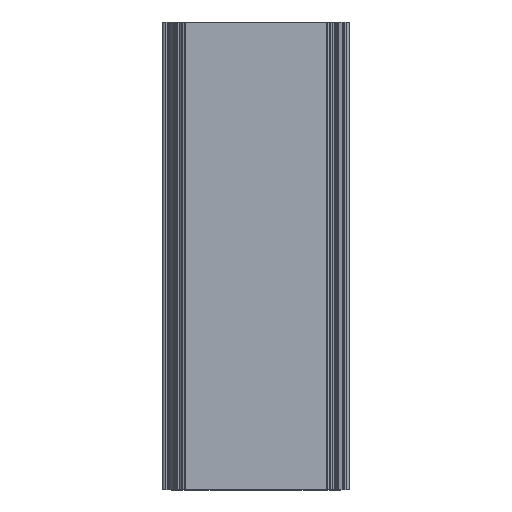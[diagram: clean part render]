
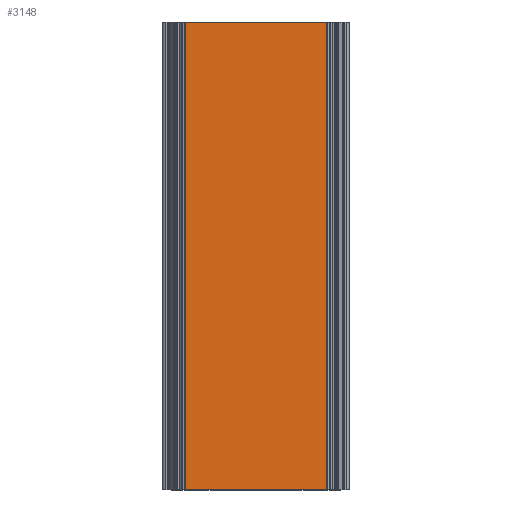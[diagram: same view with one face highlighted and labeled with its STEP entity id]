
A CAD part, top view. The second image highlights one B-rep face of the part: STEP entity #3148.
In plain terms, the highlighted planar face has unit normal (0, 0, 1).
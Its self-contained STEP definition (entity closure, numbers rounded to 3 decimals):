
#115 = DIRECTION ( 'NONE',  ( -1., 0., 0. ) ) ;
#186 = VERTEX_POINT ( 'NONE', #2637 ) ;
#492 = DIRECTION ( 'NONE',  ( 0., -1., 0. ) ) ;
#531 = DIRECTION ( 'NONE',  ( 1., 0., 0. ) ) ;
#555 = CARTESIAN_POINT ( 'NONE',  ( 33.623, 0., -37.7 ) ) ;
#895 = EDGE_CURVE ( 'NONE', #3223, #6602, #4970, .T. ) ;
#1177 = CARTESIAN_POINT ( 'NONE',  ( -33.623, 0., -37.7 ) ) ;
#1320 = EDGE_CURVE ( 'NONE', #6602, #186, #4531, .T. ) ;
#1485 = ORIENTED_EDGE ( 'NONE', *, *, #1320, .T. ) ;
#1615 = CARTESIAN_POINT ( 'NONE',  ( -33.623, 0., -37.7 ) ) ;
#1716 = CARTESIAN_POINT ( 'NONE',  ( 33.623, 0., -37.7 ) ) ;
#1787 = ORIENTED_EDGE ( 'NONE', *, *, #2589, .T. ) ;
#2061 = EDGE_CURVE ( 'NONE', #5338, #3223, #2477, .T. ) ;
#2157 = CARTESIAN_POINT ( 'NONE',  ( -33.623, 0., -37.7 ) ) ;
#2421 = ORIENTED_EDGE ( 'NONE', *, *, #895, .T. ) ;
#2477 = LINE ( 'NONE', #4404, #3335 ) ;
#2589 = EDGE_CURVE ( 'NONE', #186, #5338, #6524, .T. ) ;
#2637 = CARTESIAN_POINT ( 'NONE',  ( -33.623, 200., -37.7 ) ) ;
#2667 = PLANE ( 'NONE',  #3875 ) ;
#2973 = FACE_OUTER_BOUND ( 'NONE', #3774, .T. ) ;
#3148 = ADVANCED_FACE ( 'NONE', ( #2973 ), #2667, .T. ) ;
#3223 = VERTEX_POINT ( 'NONE', #555 ) ;
#3335 = VECTOR ( 'NONE', #4945, 1000. ) ;
#3473 = CARTESIAN_POINT ( 'NONE',  ( 33.623, 200., -37.7 ) ) ;
#3723 = ORIENTED_EDGE ( 'NONE', *, *, #2061, .T. ) ;
#3774 = EDGE_LOOP ( 'NONE', ( #3723, #2421, #1485, #1787 ) ) ;
#3875 = AXIS2_PLACEMENT_3D ( 'NONE', #2157, #5421, #531 ) ;
#4404 = CARTESIAN_POINT ( 'NONE',  ( -33.623, 0., -37.7 ) ) ;
#4531 = LINE ( 'NONE', #6135, #6030 ) ;
#4795 = VECTOR ( 'NONE', #5094, 1000. ) ;
#4945 = DIRECTION ( 'NONE',  ( 1., 0., 0. ) ) ;
#4970 = LINE ( 'NONE', #1716, #4795 ) ;
#5037 = VECTOR ( 'NONE', #492, 1000. ) ;
#5094 = DIRECTION ( 'NONE',  ( 0., 1., 0. ) ) ;
#5338 = VERTEX_POINT ( 'NONE', #1177 ) ;
#5421 = DIRECTION ( 'NONE',  ( 0., 0., 1. ) ) ;
#6030 = VECTOR ( 'NONE', #115, 1000. ) ;
#6135 = CARTESIAN_POINT ( 'NONE',  ( -33.623, 200., -37.7 ) ) ;
#6524 = LINE ( 'NONE', #1615, #5037 ) ;
#6602 = VERTEX_POINT ( 'NONE', #3473 ) ;
